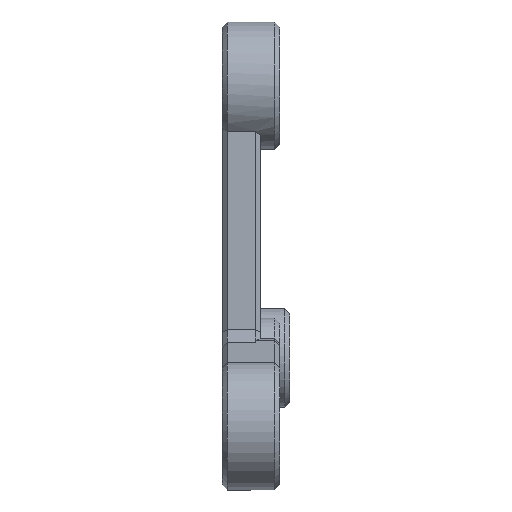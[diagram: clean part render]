
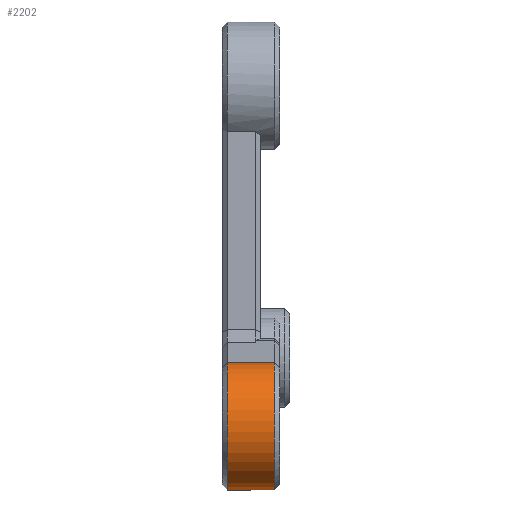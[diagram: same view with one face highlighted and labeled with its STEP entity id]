
A CAD part, front view. The second image highlights one B-rep face of the part: STEP entity #2202.
In plain terms, the highlighted cylindrical face has radius 5 mm (diameter 10 mm), a partial arc.
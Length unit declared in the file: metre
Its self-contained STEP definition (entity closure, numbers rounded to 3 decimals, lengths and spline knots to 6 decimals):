
#45=CIRCLE('',#2365,0.005);
#46=CIRCLE('',#2366,0.005);
#134=CYLINDRICAL_SURFACE('',#2364,0.005);
#222=ORIENTED_EDGE('',*,*,#859,.T.);
#223=ORIENTED_EDGE('',*,*,#860,.T.);
#224=ORIENTED_EDGE('',*,*,#861,.F.);
#225=ORIENTED_EDGE('',*,*,#862,.T.);
#859=EDGE_CURVE('',#1174,#1159,#1373,.T.);
#860=EDGE_CURVE('',#1159,#1153,#45,.F.);
#861=EDGE_CURVE('',#1175,#1153,#1374,.T.);
#862=EDGE_CURVE('',#1175,#1174,#46,.F.);
#1153=VERTEX_POINT('',#3298);
#1159=VERTEX_POINT('',#3316);
#1174=VERTEX_POINT('',#3357);
#1175=VERTEX_POINT('',#3360);
#1373=LINE('',#3356,#1564);
#1374=LINE('',#3359,#1565);
#1564=VECTOR('',#2648,1.);
#1565=VECTOR('',#2651,1.);
#1743=EDGE_LOOP('',(#222,#223,#224,#225));
#1927=FACE_BOUND('',#1743,.T.);
#2202=ADVANCED_FACE('',(#1927),#134,.T.);
#2364=AXIS2_PLACEMENT_3D('',#3355,#2646,#2647);
#2365=AXIS2_PLACEMENT_3D('',#3358,#2649,#2650);
#2366=AXIS2_PLACEMENT_3D('',#3361,#2652,#2653);
#2646=DIRECTION('',(1.,0.,0.));
#2647=DIRECTION('',(0.,0.,-1.));
#2648=DIRECTION('',(1.,0.,0.));
#2649=DIRECTION('',(1.,0.,0.));
#2650=DIRECTION('',(0.,0.,-1.));
#2651=DIRECTION('',(1.,0.,0.));
#2652=DIRECTION('',(-1.,0.,0.));
#2653=DIRECTION('',(0.,0.,1.));
#3298=CARTESIAN_POINT('',(0.01141,-0.105262,-0.048861));
#3316=CARTESIAN_POINT('',(0.01141,-0.100748,-0.056832));
#3355=CARTESIAN_POINT('',(0.00731,-0.10475,-0.053835));
#3356=CARTESIAN_POINT('',(0.00731,-0.100748,-0.056832));
#3357=CARTESIAN_POINT('',(0.00771,-0.100748,-0.056832));
#3358=CARTESIAN_POINT('',(0.01141,-0.10475,-0.053835));
#3359=CARTESIAN_POINT('',(0.00731,-0.105262,-0.048861));
#3360=CARTESIAN_POINT('',(0.00771,-0.105262,-0.048861));
#3361=CARTESIAN_POINT('',(0.00771,-0.10475,-0.053835));
